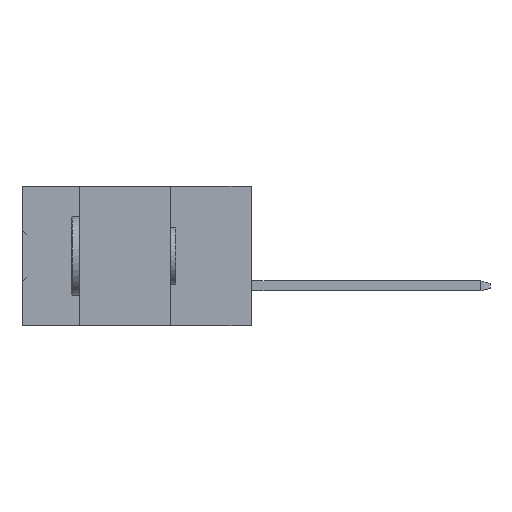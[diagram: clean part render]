
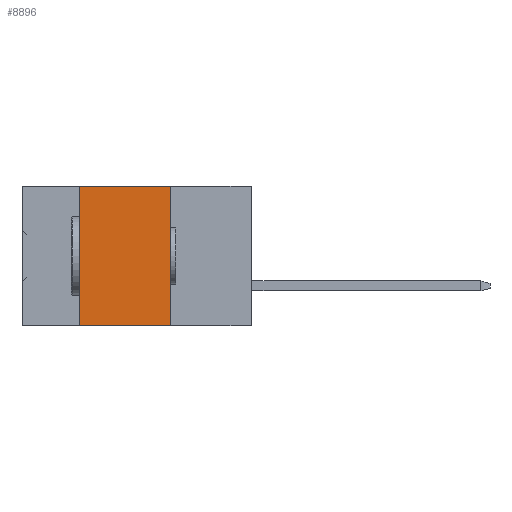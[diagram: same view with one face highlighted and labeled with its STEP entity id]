
A CAD part, left-side view. The second image highlights one B-rep face of the part: STEP entity #8896.
In plain terms, the highlighted planar face has unit normal (-1, 0, 0).
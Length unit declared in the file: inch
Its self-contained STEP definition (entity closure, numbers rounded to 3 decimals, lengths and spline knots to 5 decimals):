
#134 = DIRECTION ( 'NONE',  ( 0., 0., -1. ) ) ;
#1276 = AXIS2_PLACEMENT_3D ( 'NONE', #2443, #20587, #134 ) ;
#2443 = CARTESIAN_POINT ( 'NONE',  ( 0., 0.72, 0. ) ) ;
#2718 = LINE ( 'NONE', #5012, #3645 ) ;
#2888 = EDGE_CURVE ( 'NONE', #11992, #22197, #8241, .T. ) ;
#3547 = CARTESIAN_POINT ( 'NONE',  ( 0., 0.54, 0. ) ) ;
#3645 = VECTOR ( 'NONE', #20217, 39.37008 ) ;
#3882 = VERTEX_POINT ( 'NONE', #3547 ) ;
#4582 = ORIENTED_EDGE ( 'NONE', *, *, #10137, .F. ) ;
#5012 = CARTESIAN_POINT ( 'NONE',  ( 0., 0.254, -0.437 ) ) ;
#5214 = DIRECTION ( 'NONE',  ( 0., -1., 0. ) ) ;
#8241 = LINE ( 'NONE', #28197, #32140 ) ;
#8896 = ADVANCED_FACE ( 'NONE', ( #24855 ), #12737, .F. ) ;
#9323 = EDGE_LOOP ( 'NONE', ( #18222, #4582, #31353, #25272 ) ) ;
#10137 = EDGE_CURVE ( 'NONE', #3882, #21074, #17976, .T. ) ;
#11271 = VECTOR ( 'NONE', #5214, 39.37008 ) ;
#11992 = VERTEX_POINT ( 'NONE', #16619 ) ;
#12591 = VECTOR ( 'NONE', #30948, 39.37008 ) ;
#12737 = PLANE ( 'NONE',  #1276 ) ;
#12761 = CARTESIAN_POINT ( 'NONE',  ( 0., 0.254, -0.437 ) ) ;
#12958 = LINE ( 'NONE', #15580, #12591 ) ;
#15580 = CARTESIAN_POINT ( 'NONE',  ( 0., 0.54, -0.437 ) ) ;
#16619 = CARTESIAN_POINT ( 'NONE',  ( 0., 0.54, -0.437 ) ) ;
#17634 = EDGE_CURVE ( 'NONE', #21074, #22197, #2718, .T. ) ;
#17646 = CARTESIAN_POINT ( 'NONE',  ( 0., 0.72, 0. ) ) ;
#17730 = DIRECTION ( 'NONE',  ( 0., -1., 0. ) ) ;
#17976 = LINE ( 'NONE', #17646, #11271 ) ;
#18152 = CARTESIAN_POINT ( 'NONE',  ( 0., 0.254, 0. ) ) ;
#18222 = ORIENTED_EDGE ( 'NONE', *, *, #17634, .F. ) ;
#20217 = DIRECTION ( 'NONE',  ( 0., 0., -1. ) ) ;
#20584 = EDGE_CURVE ( 'NONE', #11992, #3882, #12958, .T. ) ;
#20587 = DIRECTION ( 'NONE',  ( 1., 0., 0. ) ) ;
#21074 = VERTEX_POINT ( 'NONE', #18152 ) ;
#22197 = VERTEX_POINT ( 'NONE', #12761 ) ;
#24855 = FACE_OUTER_BOUND ( 'NONE', #9323, .T. ) ;
#25272 = ORIENTED_EDGE ( 'NONE', *, *, #2888, .T. ) ;
#28197 = CARTESIAN_POINT ( 'NONE',  ( 0., 0.72, -0.437 ) ) ;
#30948 = DIRECTION ( 'NONE',  ( 0., 0., 1. ) ) ;
#31353 = ORIENTED_EDGE ( 'NONE', *, *, #20584, .F. ) ;
#32140 = VECTOR ( 'NONE', #17730, 39.37008 ) ;
